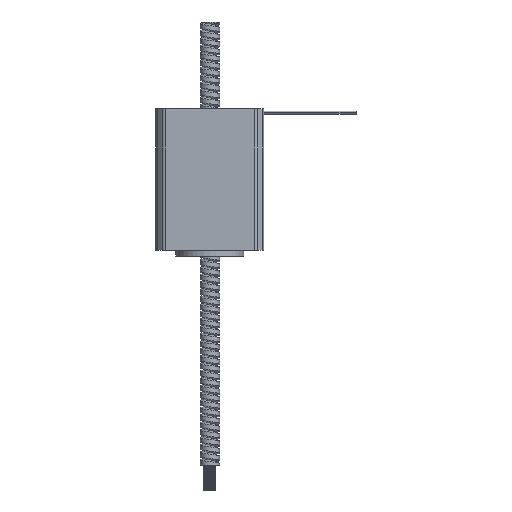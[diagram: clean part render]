
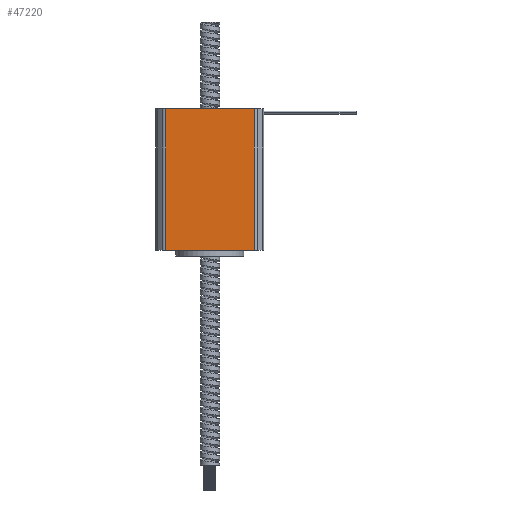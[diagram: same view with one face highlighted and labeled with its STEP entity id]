
A CAD part, front view. The second image highlights one B-rep face of the part: STEP entity #47220.
In plain terms, the highlighted planar face has unit normal (0, -1, 0).
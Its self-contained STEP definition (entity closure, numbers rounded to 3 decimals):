
#1147 = PLANE('',#1148);
#1148 = AXIS2_PLACEMENT_3D('',#1149,#1150,#1151);
#1149 = CARTESIAN_POINT('',(0.,0.,47.8));
#1150 = DIRECTION('',(0.,0.,1.));
#1151 = DIRECTION('',(1.,0.,0.));
#28474 = PLANE('',#28475);
#28475 = AXIS2_PLACEMENT_3D('',#28476,#28477,#28478);
#28476 = CARTESIAN_POINT('',(0.,0.,1.8));
#28477 = DIRECTION('',(0.,0.,1.));
#28478 = DIRECTION('',(1.,0.,0.));
#45541 = VERTEX_POINT('',#45542);
#45542 = CARTESIAN_POINT('',(-14.361,-17.5,47.8));
#45557 = CYLINDRICAL_SURFACE('',#45558,1.5);
#45558 = AXIS2_PLACEMENT_3D('',#45559,#45560,#45561);
#45559 = CARTESIAN_POINT('',(-14.361,-16.,47.8));
#45560 = DIRECTION('',(0.,0.,-1.));
#45561 = DIRECTION('',(-1.,0.,0.));
#45591 = EDGE_CURVE('',#45541,#45592,#45594,.T.);
#45592 = VERTEX_POINT('',#45593);
#45593 = CARTESIAN_POINT('',(14.361,-17.5,47.8));
#45594 = SURFACE_CURVE('',#45595,(#45599,#45606),.PCURVE_S1.);
#45595 = LINE('',#45596,#45597);
#45596 = CARTESIAN_POINT('',(-14.361,-17.5,47.8));
#45597 = VECTOR('',#45598,1.);
#45598 = DIRECTION('',(1.,0.,0.));
#45599 = PCURVE('',#1147,#45600);
#45600 = DEFINITIONAL_REPRESENTATION('',(#45601),#45605);
#45601 = LINE('',#45602,#45603);
#45602 = CARTESIAN_POINT('',(-14.361,-17.5));
#45603 = VECTOR('',#45604,1.);
#45604 = DIRECTION('',(1.,0.));
#45605 = ( GEOMETRIC_REPRESENTATION_CONTEXT(2) 
PARAMETRIC_REPRESENTATION_CONTEXT() REPRESENTATION_CONTEXT('2D SPACE',''
  ) );
#45606 = PCURVE('',#45607,#45612);
#45607 = PLANE('',#45608);
#45608 = AXIS2_PLACEMENT_3D('',#45609,#45610,#45611);
#45609 = CARTESIAN_POINT('',(-14.361,-17.5,47.8));
#45610 = DIRECTION('',(0.,1.,0.));
#45611 = DIRECTION('',(0.,0.,1.));
#45612 = DEFINITIONAL_REPRESENTATION('',(#45613),#45617);
#45613 = LINE('',#45614,#45615);
#45614 = CARTESIAN_POINT('',(0.,0.));
#45615 = VECTOR('',#45616,1.);
#45616 = DIRECTION('',(0.,1.));
#45617 = ( GEOMETRIC_REPRESENTATION_CONTEXT(2) 
PARAMETRIC_REPRESENTATION_CONTEXT() REPRESENTATION_CONTEXT('2D SPACE',''
  ) );
#45636 = CYLINDRICAL_SURFACE('',#45637,1.5);
#45637 = AXIS2_PLACEMENT_3D('',#45638,#45639,#45640);
#45638 = CARTESIAN_POINT('',(14.361,-16.,47.8));
#45639 = DIRECTION('',(0.,0.,-1.));
#45640 = DIRECTION('',(-1.,0.,0.));
#46921 = VERTEX_POINT('',#46922);
#46922 = CARTESIAN_POINT('',(14.361,-17.5,1.8));
#46966 = EDGE_CURVE('',#46967,#46921,#46969,.T.);
#46967 = VERTEX_POINT('',#46968);
#46968 = CARTESIAN_POINT('',(-14.361,-17.5,1.8));
#46969 = SURFACE_CURVE('',#46970,(#46974,#46981),.PCURVE_S1.);
#46970 = LINE('',#46971,#46972);
#46971 = CARTESIAN_POINT('',(-14.361,-17.5,1.8));
#46972 = VECTOR('',#46973,1.);
#46973 = DIRECTION('',(1.,0.,0.));
#46974 = PCURVE('',#28474,#46975);
#46975 = DEFINITIONAL_REPRESENTATION('',(#46976),#46980);
#46976 = LINE('',#46977,#46978);
#46977 = CARTESIAN_POINT('',(-14.361,-17.5));
#46978 = VECTOR('',#46979,1.);
#46979 = DIRECTION('',(1.,0.));
#46980 = ( GEOMETRIC_REPRESENTATION_CONTEXT(2) 
PARAMETRIC_REPRESENTATION_CONTEXT() REPRESENTATION_CONTEXT('2D SPACE',''
  ) );
#46981 = PCURVE('',#45607,#46982);
#46982 = DEFINITIONAL_REPRESENTATION('',(#46983),#46987);
#46983 = LINE('',#46984,#46985);
#46984 = CARTESIAN_POINT('',(-46.,0.));
#46985 = VECTOR('',#46986,1.);
#46986 = DIRECTION('',(0.,1.));
#46987 = ( GEOMETRIC_REPRESENTATION_CONTEXT(2) 
PARAMETRIC_REPRESENTATION_CONTEXT() REPRESENTATION_CONTEXT('2D SPACE',''
  ) );
#47176 = EDGE_CURVE('',#45541,#46967,#47177,.T.);
#47177 = SURFACE_CURVE('',#47178,(#47182,#47211),.PCURVE_S1.);
#47178 = LINE('',#47179,#47180);
#47179 = CARTESIAN_POINT('',(-14.361,-17.5,47.8));
#47180 = VECTOR('',#47181,1.);
#47181 = DIRECTION('',(0.,0.,-1.));
#47182 = PCURVE('',#45557,#47183);
#47183 = DEFINITIONAL_REPRESENTATION('',(#47184),#47210);
#47184 = B_SPLINE_CURVE_WITH_KNOTS('',3,(#47185,#47186,#47187,#47188,
    #47189,#47190,#47191,#47192,#47193,#47194,#47195,#47196,#47197,
    #47198,#47199,#47200,#47201,#47202,#47203,#47204,#47205,#47206,
    #47207,#47208,#47209),.UNSPECIFIED.,.F.,.F.,(4,1,1,1,1,1,1,1,1,1,1,1
    ,1,1,1,1,1,1,1,1,1,1,4),(0.,2.091,4.182,
    6.273,8.364,10.455,12.545,
    14.636,16.727,18.818,20.909,23.,
    25.091,27.182,29.273,31.364,
    33.455,35.545,37.636,39.727,
    41.818,43.909,46.),.QUASI_UNIFORM_KNOTS.);
#47185 = CARTESIAN_POINT('',(4.712,0.));
#47186 = CARTESIAN_POINT('',(4.712,0.697));
#47187 = CARTESIAN_POINT('',(4.712,2.091));
#47188 = CARTESIAN_POINT('',(4.712,4.182));
#47189 = CARTESIAN_POINT('',(4.712,6.273));
#47190 = CARTESIAN_POINT('',(4.712,8.364));
#47191 = CARTESIAN_POINT('',(4.712,10.455));
#47192 = CARTESIAN_POINT('',(4.712,12.545));
#47193 = CARTESIAN_POINT('',(4.712,14.636));
#47194 = CARTESIAN_POINT('',(4.712,16.727));
#47195 = CARTESIAN_POINT('',(4.712,18.818));
#47196 = CARTESIAN_POINT('',(4.712,20.909));
#47197 = CARTESIAN_POINT('',(4.712,23.));
#47198 = CARTESIAN_POINT('',(4.712,25.091));
#47199 = CARTESIAN_POINT('',(4.712,27.182));
#47200 = CARTESIAN_POINT('',(4.712,29.273));
#47201 = CARTESIAN_POINT('',(4.712,31.364));
#47202 = CARTESIAN_POINT('',(4.712,33.455));
#47203 = CARTESIAN_POINT('',(4.712,35.545));
#47204 = CARTESIAN_POINT('',(4.712,37.636));
#47205 = CARTESIAN_POINT('',(4.712,39.727));
#47206 = CARTESIAN_POINT('',(4.712,41.818));
#47207 = CARTESIAN_POINT('',(4.712,43.909));
#47208 = CARTESIAN_POINT('',(4.712,45.303));
#47209 = CARTESIAN_POINT('',(4.712,46.));
#47210 = ( GEOMETRIC_REPRESENTATION_CONTEXT(2) 
PARAMETRIC_REPRESENTATION_CONTEXT() REPRESENTATION_CONTEXT('2D SPACE',''
  ) );
#47211 = PCURVE('',#45607,#47212);
#47212 = DEFINITIONAL_REPRESENTATION('',(#47213),#47217);
#47213 = LINE('',#47214,#47215);
#47214 = CARTESIAN_POINT('',(0.,0.));
#47215 = VECTOR('',#47216,1.);
#47216 = DIRECTION('',(-1.,0.));
#47217 = ( GEOMETRIC_REPRESENTATION_CONTEXT(2) 
PARAMETRIC_REPRESENTATION_CONTEXT() REPRESENTATION_CONTEXT('2D SPACE',''
  ) );
#47220 = ADVANCED_FACE('',(#47221),#45607,.F.);
#47221 = FACE_BOUND('',#47222,.T.);
#47222 = EDGE_LOOP('',(#47223,#47224,#47267,#47268));
#47223 = ORIENTED_EDGE('',*,*,#46966,.T.);
#47224 = ORIENTED_EDGE('',*,*,#47225,.F.);
#47225 = EDGE_CURVE('',#45592,#46921,#47226,.T.);
#47226 = SURFACE_CURVE('',#47227,(#47231,#47238),.PCURVE_S1.);
#47227 = LINE('',#47228,#47229);
#47228 = CARTESIAN_POINT('',(14.361,-17.5,47.8));
#47229 = VECTOR('',#47230,1.);
#47230 = DIRECTION('',(0.,0.,-1.));
#47231 = PCURVE('',#45607,#47232);
#47232 = DEFINITIONAL_REPRESENTATION('',(#47233),#47237);
#47233 = LINE('',#47234,#47235);
#47234 = CARTESIAN_POINT('',(0.,28.723));
#47235 = VECTOR('',#47236,1.);
#47236 = DIRECTION('',(-1.,0.));
#47237 = ( GEOMETRIC_REPRESENTATION_CONTEXT(2) 
PARAMETRIC_REPRESENTATION_CONTEXT() REPRESENTATION_CONTEXT('2D SPACE',''
  ) );
#47238 = PCURVE('',#45636,#47239);
#47239 = DEFINITIONAL_REPRESENTATION('',(#47240),#47266);
#47240 = B_SPLINE_CURVE_WITH_KNOTS('',3,(#47241,#47242,#47243,#47244,
    #47245,#47246,#47247,#47248,#47249,#47250,#47251,#47252,#47253,
    #47254,#47255,#47256,#47257,#47258,#47259,#47260,#47261,#47262,
    #47263,#47264,#47265),.UNSPECIFIED.,.F.,.F.,(4,1,1,1,1,1,1,1,1,1,1,1
    ,1,1,1,1,1,1,1,1,1,1,4),(0.,2.091,4.182,
    6.273,8.364,10.455,12.545,
    14.636,16.727,18.818,20.909,23.,
    25.091,27.182,29.273,31.364,
    33.455,35.545,37.636,39.727,
    41.818,43.909,46.),.QUASI_UNIFORM_KNOTS.);
#47241 = CARTESIAN_POINT('',(4.712,0.));
#47242 = CARTESIAN_POINT('',(4.712,0.697));
#47243 = CARTESIAN_POINT('',(4.712,2.091));
#47244 = CARTESIAN_POINT('',(4.712,4.182));
#47245 = CARTESIAN_POINT('',(4.712,6.273));
#47246 = CARTESIAN_POINT('',(4.712,8.364));
#47247 = CARTESIAN_POINT('',(4.712,10.455));
#47248 = CARTESIAN_POINT('',(4.712,12.545));
#47249 = CARTESIAN_POINT('',(4.712,14.636));
#47250 = CARTESIAN_POINT('',(4.712,16.727));
#47251 = CARTESIAN_POINT('',(4.712,18.818));
#47252 = CARTESIAN_POINT('',(4.712,20.909));
#47253 = CARTESIAN_POINT('',(4.712,23.));
#47254 = CARTESIAN_POINT('',(4.712,25.091));
#47255 = CARTESIAN_POINT('',(4.712,27.182));
#47256 = CARTESIAN_POINT('',(4.712,29.273));
#47257 = CARTESIAN_POINT('',(4.712,31.364));
#47258 = CARTESIAN_POINT('',(4.712,33.455));
#47259 = CARTESIAN_POINT('',(4.712,35.545));
#47260 = CARTESIAN_POINT('',(4.712,37.636));
#47261 = CARTESIAN_POINT('',(4.712,39.727));
#47262 = CARTESIAN_POINT('',(4.712,41.818));
#47263 = CARTESIAN_POINT('',(4.712,43.909));
#47264 = CARTESIAN_POINT('',(4.712,45.303));
#47265 = CARTESIAN_POINT('',(4.712,46.));
#47266 = ( GEOMETRIC_REPRESENTATION_CONTEXT(2) 
PARAMETRIC_REPRESENTATION_CONTEXT() REPRESENTATION_CONTEXT('2D SPACE',''
  ) );
#47267 = ORIENTED_EDGE('',*,*,#45591,.F.);
#47268 = ORIENTED_EDGE('',*,*,#47176,.T.);
